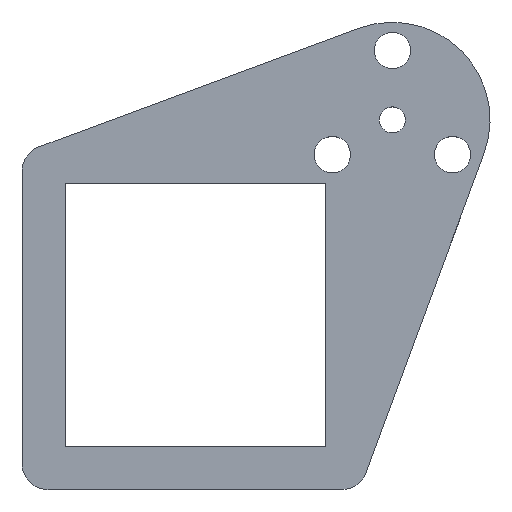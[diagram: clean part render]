
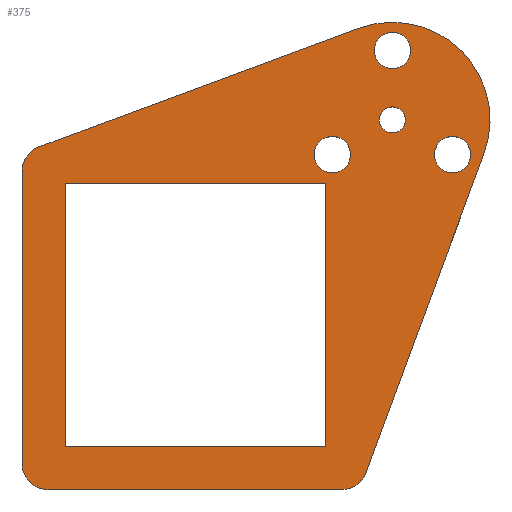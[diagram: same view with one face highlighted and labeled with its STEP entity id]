
A CAD part, top view. The second image highlights one B-rep face of the part: STEP entity #375.
In plain terms, the highlighted planar face has unit normal (0, 0, 1).
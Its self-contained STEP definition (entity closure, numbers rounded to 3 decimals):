
#16=FACE_BOUND('',#66,.T.);
#17=FACE_BOUND('',#67,.T.);
#18=FACE_BOUND('',#68,.T.);
#19=FACE_BOUND('',#69,.T.);
#20=FACE_BOUND('',#70,.T.);
#28=PLANE('',#426);
#44=FACE_OUTER_BOUND('',#65,.T.);
#65=EDGE_LOOP('',(#283,#284,#285,#286,#287,#288,#289,#290));
#66=EDGE_LOOP('',(#291));
#67=EDGE_LOOP('',(#292));
#68=EDGE_LOOP('',(#293));
#69=EDGE_LOOP('',(#294));
#70=EDGE_LOOP('',(#295,#296,#297,#298));
#96=LINE('',#599,#129);
#97=LINE('',#604,#130);
#98=LINE('',#608,#131);
#99=LINE('',#611,#132);
#100=LINE('',#616,#133);
#101=LINE('',#618,#134);
#102=LINE('',#620,#135);
#103=LINE('',#621,#136);
#129=VECTOR('',#492,10.);
#130=VECTOR('',#497,10.);
#131=VECTOR('',#500,10.);
#132=VECTOR('',#503,10.);
#133=VECTOR('',#506,10.);
#134=VECTOR('',#507,10.);
#135=VECTOR('',#508,10.);
#136=VECTOR('',#509,10.);
#155=CIRCLE('',#410,1.4);
#157=CIRCLE('',#413,1.4);
#159=CIRCLE('',#416,1.4);
#164=CIRCLE('',#424,2.);
#165=CIRCLE('',#427,2.);
#166=CIRCLE('',#428,2.);
#167=CIRCLE('',#429,7.5);
#168=CIRCLE('',#430,1.);
#173=VERTEX_POINT('',#561);
#175=VERTEX_POINT('',#567);
#177=VERTEX_POINT('',#573);
#183=VERTEX_POINT('',#589);
#184=VERTEX_POINT('',#591);
#186=VERTEX_POINT('',#597);
#187=VERTEX_POINT('',#601);
#188=VERTEX_POINT('',#603);
#189=VERTEX_POINT('',#605);
#190=VERTEX_POINT('',#607);
#191=VERTEX_POINT('',#609);
#192=VERTEX_POINT('',#612);
#193=VERTEX_POINT('',#614);
#194=VERTEX_POINT('',#615);
#195=VERTEX_POINT('',#617);
#196=VERTEX_POINT('',#619);
#208=EDGE_CURVE('',#173,#173,#155,.T.);
#211=EDGE_CURVE('',#175,#175,#157,.T.);
#214=EDGE_CURVE('',#177,#177,#159,.T.);
#221=EDGE_CURVE('',#184,#183,#164,.T.);
#225=EDGE_CURVE('',#183,#186,#96,.T.);
#226=EDGE_CURVE('',#186,#187,#165,.T.);
#227=EDGE_CURVE('',#187,#188,#97,.T.);
#228=EDGE_CURVE('',#188,#189,#166,.T.);
#229=EDGE_CURVE('',#189,#190,#98,.T.);
#230=EDGE_CURVE('',#190,#191,#167,.T.);
#231=EDGE_CURVE('',#191,#184,#99,.T.);
#232=EDGE_CURVE('',#192,#192,#168,.T.);
#233=EDGE_CURVE('',#193,#194,#100,.T.);
#234=EDGE_CURVE('',#194,#195,#101,.T.);
#235=EDGE_CURVE('',#195,#196,#102,.T.);
#236=EDGE_CURVE('',#196,#193,#103,.T.);
#283=ORIENTED_EDGE('',*,*,#221,.T.);
#284=ORIENTED_EDGE('',*,*,#225,.T.);
#285=ORIENTED_EDGE('',*,*,#226,.T.);
#286=ORIENTED_EDGE('',*,*,#227,.T.);
#287=ORIENTED_EDGE('',*,*,#228,.T.);
#288=ORIENTED_EDGE('',*,*,#229,.T.);
#289=ORIENTED_EDGE('',*,*,#230,.T.);
#290=ORIENTED_EDGE('',*,*,#231,.T.);
#291=ORIENTED_EDGE('',*,*,#208,.F.);
#292=ORIENTED_EDGE('',*,*,#211,.F.);
#293=ORIENTED_EDGE('',*,*,#214,.F.);
#294=ORIENTED_EDGE('',*,*,#232,.T.);
#295=ORIENTED_EDGE('',*,*,#233,.T.);
#296=ORIENTED_EDGE('',*,*,#234,.T.);
#297=ORIENTED_EDGE('',*,*,#235,.T.);
#298=ORIENTED_EDGE('',*,*,#236,.T.);
#375=ADVANCED_FACE('',(#44,#16,#17,#18,#19,#20),#28,.T.);
#410=AXIS2_PLACEMENT_3D('',#563,#453,#454);
#413=AXIS2_PLACEMENT_3D('',#569,#460,#461);
#416=AXIS2_PLACEMENT_3D('',#575,#467,#468);
#424=AXIS2_PLACEMENT_3D('',#592,#485,#486);
#426=AXIS2_PLACEMENT_3D('',#600,#493,#494);
#427=AXIS2_PLACEMENT_3D('',#602,#495,#496);
#428=AXIS2_PLACEMENT_3D('',#606,#498,#499);
#429=AXIS2_PLACEMENT_3D('',#610,#501,#502);
#430=AXIS2_PLACEMENT_3D('',#613,#504,#505);
#453=DIRECTION('center_axis',(0.,0.,
1.));
#454=DIRECTION('ref_axis',(1.,0.,0.));
#460=DIRECTION('center_axis',(0.,0.,
1.));
#461=DIRECTION('ref_axis',(1.,0.,0.));
#467=DIRECTION('center_axis',(0.,0.,
1.));
#468=DIRECTION('ref_axis',(1.,0.,0.));
#485=DIRECTION('center_axis',(0.,0.,
1.));
#486=DIRECTION('ref_axis',(-0.821,0.571,0.));
#492=DIRECTION('',(0.,-1.,0.));
#493=DIRECTION('center_axis',(0.,0.,
1.));
#494=DIRECTION('ref_axis',(1.,0.,0.));
#495=DIRECTION('center_axis',(0.,0.,
1.));
#496=DIRECTION('ref_axis',(-0.707,-0.707,0.));
#497=DIRECTION('',(1.,0.,0.));
#498=DIRECTION('center_axis',(0.,0.,
1.));
#499=DIRECTION('ref_axis',(0.571,-0.821,0.));
#500=DIRECTION('',(0.347,0.938,0.));
#501=DIRECTION('center_axis',(0.,0.,
1.));
#502=DIRECTION('ref_axis',(1.,0.,0.));
#503=DIRECTION('',(-0.938,-0.348,0.));
#504=DIRECTION('center_axis',(0.,0.,
-1.));
#505=DIRECTION('ref_axis',(-1.,0.,0.));
#506=DIRECTION('',(0.,-1.,0.));
#507=DIRECTION('',(-1.,0.,0.));
#508=DIRECTION('',(0.,1.,0.));
#509=DIRECTION('',(1.,0.,0.));
#561=CARTESIAN_POINT('',(2.219,-3.667,-10.));
#563=CARTESIAN_POINT('Origin',(3.619,-3.667,-10.));
#567=CARTESIAN_POINT('',(-2.4,4.333,-10.));
#569=CARTESIAN_POINT('Origin',(-1.,4.333,-10.));
#573=CARTESIAN_POINT('',(-7.019,-3.667,-10.));
#575=CARTESIAN_POINT('Origin',(-5.619,-3.667,-10.));
#589=CARTESIAN_POINT('',(-29.465,-4.947,-10.));
#591=CARTESIAN_POINT('',(-28.16,-3.072,-10.));
#592=CARTESIAN_POINT('Origin',(-27.465,-4.947,-10.));
#597=CARTESIAN_POINT('',(-29.465,-27.407,-10.));
#599=CARTESIAN_POINT('',(-29.465,-3.556,-10.));
#600=CARTESIAN_POINT('Origin',(-11.483,-11.453,-10.));
#601=CARTESIAN_POINT('',(-27.465,-29.407,-10.));
#602=CARTESIAN_POINT('Origin',(-27.465,-27.407,-10.));
#603=CARTESIAN_POINT('',(-4.904,-29.407,-10.));
#604=CARTESIAN_POINT('',(-29.465,-29.407,-10.));
#605=CARTESIAN_POINT('',(-3.028,-28.101,-10.));
#606=CARTESIAN_POINT('Origin',(-4.904,-27.407,-10.));
#607=CARTESIAN_POINT('',(6.034,-3.602,-10.));
#608=CARTESIAN_POINT('',(-3.511,-29.407,-10.));
#609=CARTESIAN_POINT('',(-3.607,6.032,-10.));
#610=CARTESIAN_POINT('Origin',(-1.,-1.,-10.));
#611=CARTESIAN_POINT('',(-3.607,6.032,-10.));
#612=CARTESIAN_POINT('',(0.,-1.,-10.));
#613=CARTESIAN_POINT('Origin',(-1.,-1.,-10.));
#614=CARTESIAN_POINT('',(-6.111,-5.9,-10.));
#615=CARTESIAN_POINT('',(-6.111,-26.102,-10.));
#616=CARTESIAN_POINT('',(-6.111,-5.9,-10.));
#617=CARTESIAN_POINT('',(-26.16,-26.102,-10.));
#618=CARTESIAN_POINT('',(-6.111,-26.102,-10.));
#619=CARTESIAN_POINT('',(-26.16,-5.9,-10.));
#620=CARTESIAN_POINT('',(-26.16,-26.102,-10.));
#621=CARTESIAN_POINT('',(-26.16,-5.9,-10.));
